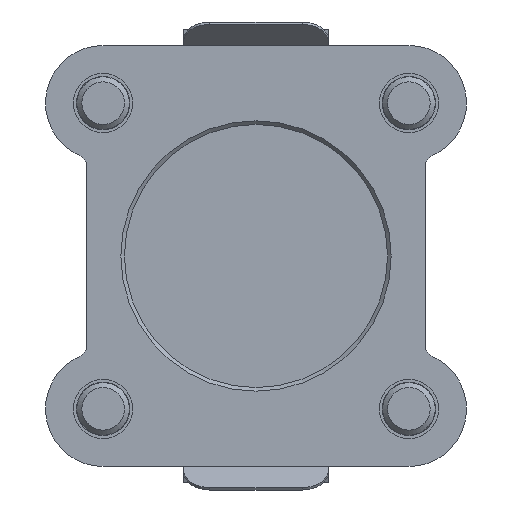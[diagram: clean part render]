
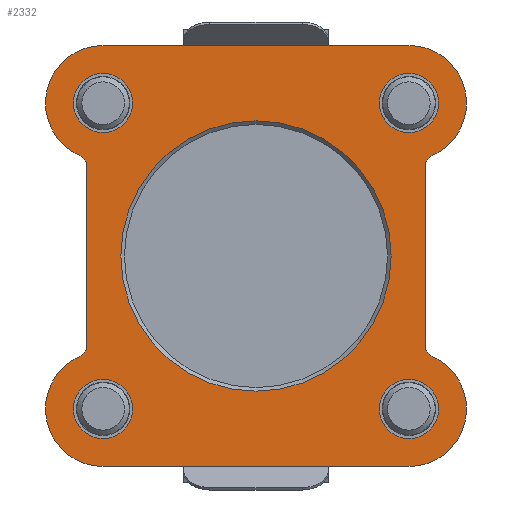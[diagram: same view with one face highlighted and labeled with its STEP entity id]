
A CAD part, front view. The second image highlights one B-rep face of the part: STEP entity #2332.
In plain terms, the highlighted planar face has unit normal (0, -1, 0).
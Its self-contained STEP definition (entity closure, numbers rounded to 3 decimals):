
#151=CIRCLE('',#2533,8.75);
#153=CIRCLE('',#2536,1.92);
#155=CIRCLE('',#2540,1.92);
#157=CIRCLE('',#2543,8.75);
#159=CIRCLE('',#2546,8.75);
#161=CIRCLE('',#2549,1.92);
#163=CIRCLE('',#2553,1.92);
#166=CIRCLE('',#2557,4.5);
#168=CIRCLE('',#2560,4.5);
#170=CIRCLE('',#2563,4.5);
#172=CIRCLE('',#2566,4.5);
#173=CIRCLE('',#2568,8.75);
#175=CIRCLE('',#2571,20.55);
#424=ORIENTED_EDGE('',*,*,#1052,.F.);
#425=ORIENTED_EDGE('',*,*,#1049,.T.);
#426=ORIENTED_EDGE('',*,*,#1047,.T.);
#427=ORIENTED_EDGE('',*,*,#1045,.T.);
#428=ORIENTED_EDGE('',*,*,#1043,.T.);
#429=ORIENTED_EDGE('',*,*,#946,.F.);
#430=ORIENTED_EDGE('',*,*,#1050,.F.);
#431=ORIENTED_EDGE('',*,*,#1039,.T.);
#432=ORIENTED_EDGE('',*,*,#1033,.F.);
#433=ORIENTED_EDGE('',*,*,#1030,.T.);
#434=ORIENTED_EDGE('',*,*,#1027,.F.);
#435=ORIENTED_EDGE('',*,*,#954,.F.);
#436=ORIENTED_EDGE('',*,*,#1025,.F.);
#437=ORIENTED_EDGE('',*,*,#1022,.T.);
#438=ORIENTED_EDGE('',*,*,#1016,.F.);
#439=ORIENTED_EDGE('',*,*,#1013,.T.);
#440=ORIENTED_EDGE('',*,*,#1010,.F.);
#946=EDGE_CURVE('',#1273,#1274,#1501,.T.);
#954=EDGE_CURVE('',#1281,#1282,#1509,.T.);
#1010=EDGE_CURVE('',#1274,#1329,#151,.T.);
#1013=EDGE_CURVE('',#1331,#1329,#153,.T.);
#1016=EDGE_CURVE('',#1331,#1333,#1547,.T.);
#1022=EDGE_CURVE('',#1337,#1333,#155,.T.);
#1025=EDGE_CURVE('',#1337,#1281,#157,.T.);
#1027=EDGE_CURVE('',#1282,#1339,#159,.T.);
#1030=EDGE_CURVE('',#1341,#1339,#161,.T.);
#1033=EDGE_CURVE('',#1341,#1343,#1556,.T.);
#1039=EDGE_CURVE('',#1347,#1343,#163,.T.);
#1043=EDGE_CURVE('',#1350,#1350,#166,.T.);
#1045=EDGE_CURVE('',#1352,#1352,#168,.T.);
#1047=EDGE_CURVE('',#1354,#1354,#170,.T.);
#1049=EDGE_CURVE('',#1356,#1356,#172,.T.);
#1050=EDGE_CURVE('',#1347,#1273,#173,.T.);
#1052=EDGE_CURVE('',#1357,#1357,#175,.T.);
#1273=VERTEX_POINT('',#3567);
#1274=VERTEX_POINT('',#3569);
#1281=VERTEX_POINT('',#3584);
#1282=VERTEX_POINT('',#3586);
#1329=VERTEX_POINT('',#3723);
#1331=VERTEX_POINT('',#3729);
#1333=VERTEX_POINT('',#3735);
#1337=VERTEX_POINT('',#3746);
#1339=VERTEX_POINT('',#3755);
#1341=VERTEX_POINT('',#3761);
#1343=VERTEX_POINT('',#3767);
#1347=VERTEX_POINT('',#3778);
#1350=VERTEX_POINT('',#3786);
#1352=VERTEX_POINT('',#3791);
#1354=VERTEX_POINT('',#3796);
#1356=VERTEX_POINT('',#3801);
#1357=VERTEX_POINT('',#3807);
#1501=LINE('',#3568,#1675);
#1509=LINE('',#3585,#1683);
#1547=LINE('',#3734,#1721);
#1556=LINE('',#3766,#1730);
#1675=VECTOR('',#2803,1000.);
#1683=VECTOR('',#2813,1000.);
#1721=VECTOR('',#2919,1000.);
#1730=VECTOR('',#2954,1000.);
#1879=EDGE_LOOP('',(#424));
#1880=EDGE_LOOP('',(#425));
#1881=EDGE_LOOP('',(#426));
#1882=EDGE_LOOP('',(#427));
#1883=EDGE_LOOP('',(#428));
#1884=EDGE_LOOP('',(#429,#430,#431,#432,#433,#434,#435,#436,#437,#438,#439,
#440));
#2075=FACE_BOUND('',#1879,.T.);
#2076=FACE_BOUND('',#1880,.T.);
#2077=FACE_BOUND('',#1881,.T.);
#2078=FACE_BOUND('',#1882,.T.);
#2079=FACE_BOUND('',#1883,.T.);
#2080=FACE_BOUND('',#1884,.T.);
#2251=PLANE('',#2570);
#2332=ADVANCED_FACE('',(#2075,#2076,#2077,#2078,#2079,#2080),#2251,.F.);
#2533=AXIS2_PLACEMENT_3D('',#3722,#2905,#2906);
#2536=AXIS2_PLACEMENT_3D('',#3728,#2912,#2913);
#2540=AXIS2_PLACEMENT_3D('',#3745,#2927,#2928);
#2543=AXIS2_PLACEMENT_3D('',#3751,#2934,#2935);
#2546=AXIS2_PLACEMENT_3D('',#3754,#2940,#2941);
#2549=AXIS2_PLACEMENT_3D('',#3760,#2947,#2948);
#2553=AXIS2_PLACEMENT_3D('',#3777,#2962,#2963);
#2557=AXIS2_PLACEMENT_3D('',#3785,#2971,#2972);
#2560=AXIS2_PLACEMENT_3D('',#3790,#2977,#2978);
#2563=AXIS2_PLACEMENT_3D('',#3795,#2983,#2984);
#2566=AXIS2_PLACEMENT_3D('',#3800,#2989,#2990);
#2568=AXIS2_PLACEMENT_3D('',#3803,#2993,#2994);
#2570=AXIS2_PLACEMENT_3D('',#3805,#2997,#2998);
#2571=AXIS2_PLACEMENT_3D('',#3806,#2999,#3000);
#2803=DIRECTION('',(-1.,0.,0.));
#2813=DIRECTION('',(1.,0.,0.));
#2905=DIRECTION('',(0.,1.,0.));
#2906=DIRECTION('',(1.,0.,0.));
#2912=DIRECTION('',(0.,1.,0.));
#2913=DIRECTION('',(1.,0.,0.));
#2919=DIRECTION('',(0.,0.,1.));
#2927=DIRECTION('',(0.,1.,0.));
#2928=DIRECTION('',(1.,0.,0.));
#2934=DIRECTION('',(0.,1.,0.));
#2935=DIRECTION('',(1.,0.,0.));
#2940=DIRECTION('',(0.,1.,0.));
#2941=DIRECTION('',(1.,0.,0.));
#2947=DIRECTION('',(0.,1.,0.));
#2948=DIRECTION('',(1.,0.,0.));
#2954=DIRECTION('',(0.,0.,-1.));
#2962=DIRECTION('',(0.,1.,0.));
#2963=DIRECTION('',(1.,0.,0.));
#2971=DIRECTION('',(0.,1.,0.));
#2972=DIRECTION('',(1.,0.,0.));
#2977=DIRECTION('',(0.,1.,0.));
#2978=DIRECTION('',(1.,0.,0.));
#2983=DIRECTION('',(0.,1.,0.));
#2984=DIRECTION('',(1.,0.,0.));
#2989=DIRECTION('',(0.,1.,0.));
#2990=DIRECTION('',(1.,0.,0.));
#2993=DIRECTION('',(0.,1.,0.));
#2994=DIRECTION('',(1.,0.,0.));
#2997=DIRECTION('',(0.,1.,0.));
#2998=DIRECTION('',(0.,0.,1.));
#2999=DIRECTION('',(0.,-1.,0.));
#3000=DIRECTION('',(0.,0.,-1.));
#3567=CARTESIAN_POINT('',(23.25,0.,-32.));
#3568=CARTESIAN_POINT('',(23.25,0.,-32.));
#3569=CARTESIAN_POINT('',(-23.25,0.,-32.));
#3584=CARTESIAN_POINT('',(-23.25,0.,32.));
#3585=CARTESIAN_POINT('',(-23.25,0.,32.));
#3586=CARTESIAN_POINT('',(23.25,0.,32.));
#3722=CARTESIAN_POINT('',(-23.25,0.,-23.25));
#3723=CARTESIAN_POINT('',(-26.865,0.,-15.281));
#3728=CARTESIAN_POINT('',(-27.658,0.,-13.533));
#3729=CARTESIAN_POINT('',(-25.738,0.,-13.533));
#3734=CARTESIAN_POINT('',(-25.738,0.,-13.533));
#3735=CARTESIAN_POINT('',(-25.738,0.,13.533));
#3745=CARTESIAN_POINT('',(-27.658,0.,13.533));
#3746=CARTESIAN_POINT('',(-26.865,0.,15.281));
#3751=CARTESIAN_POINT('',(-23.25,0.,23.25));
#3754=CARTESIAN_POINT('',(23.25,0.,23.25));
#3755=CARTESIAN_POINT('',(26.865,0.,15.281));
#3760=CARTESIAN_POINT('',(27.658,0.,13.533));
#3761=CARTESIAN_POINT('',(25.738,0.,13.533));
#3766=CARTESIAN_POINT('',(25.738,0.,13.533));
#3767=CARTESIAN_POINT('',(25.738,0.,-13.533));
#3777=CARTESIAN_POINT('',(27.658,0.,-13.533));
#3778=CARTESIAN_POINT('',(26.865,0.,-15.281));
#3785=CARTESIAN_POINT('',(23.25,0.,-23.25));
#3786=CARTESIAN_POINT('',(27.75,0.,-23.25));
#3790=CARTESIAN_POINT('',(23.25,0.,23.25));
#3791=CARTESIAN_POINT('',(27.75,0.,23.25));
#3795=CARTESIAN_POINT('',(-23.25,0.,-23.25));
#3796=CARTESIAN_POINT('',(-18.75,0.,-23.25));
#3800=CARTESIAN_POINT('',(-23.25,0.,23.25));
#3801=CARTESIAN_POINT('',(-18.75,0.,23.25));
#3803=CARTESIAN_POINT('',(23.25,0.,-23.25));
#3805=CARTESIAN_POINT('',(-23.25,0.,-23.25));
#3806=CARTESIAN_POINT('',(0.,0.,0.));
#3807=CARTESIAN_POINT('',(0.,0.,-20.55));
